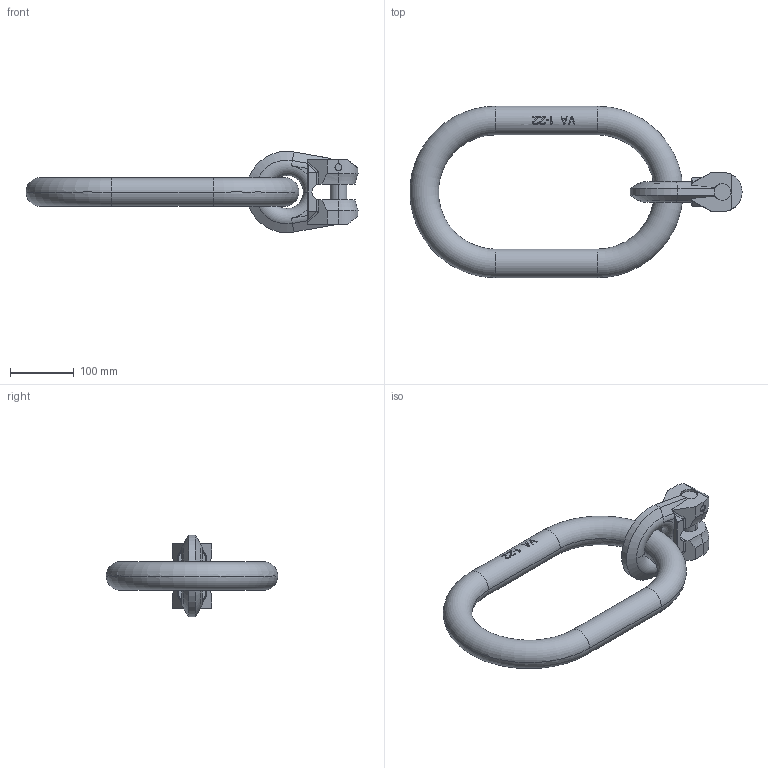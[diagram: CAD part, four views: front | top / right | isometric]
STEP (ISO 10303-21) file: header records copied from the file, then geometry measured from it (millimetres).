
FILE_DESCRIPTION((''),'2;1');
FILE_NAME('4VA1-22','2005-01-19T',('jakubetz'),(''),'PRO/ENGINEER BY PARAMETRIC TECHNOLOGY CORPORATION, 2001400','PRO/ENGINEER BY PARAMETRIC TECHNOLOGY CORPORATION, 2001400','');
FILE_SCHEMA(('CONFIG_CONTROL_DESIGN'));
Length unit declared in the file: millimetre
Products named in the file (1): 4VA1-22
Bounding box: 522.78 x 270 x 128 mm (x, y, z)
Volume: 2150348.5 mm3; surface area: 202754.7 mm2
Topology: 2 solids, 2 shells, 191 faces, 498 edges, 314 vertices
Faces by surface type: plane 116, cylinder 49, bspline 12, torus 8, sphere 4, cone 2
Entity records: 6254 total; most frequent: CARTESIAN_POINT 1742, ORIENTED_EDGE 996, DIRECTION 833, EDGE_CURVE 498, VERTEX_POINT 314, AXIS2_PLACEMENT_3D 278, VECTOR 277, LINE 277
